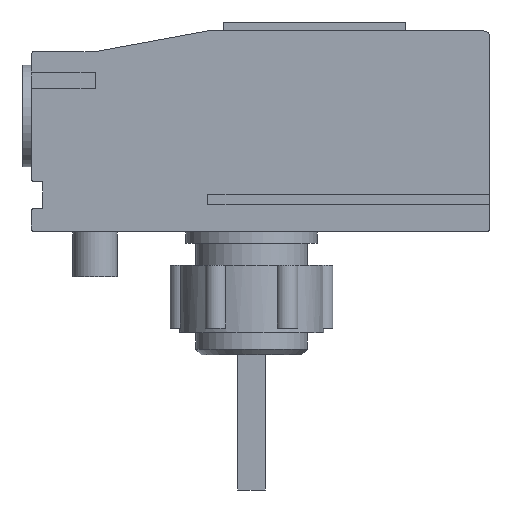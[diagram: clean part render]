
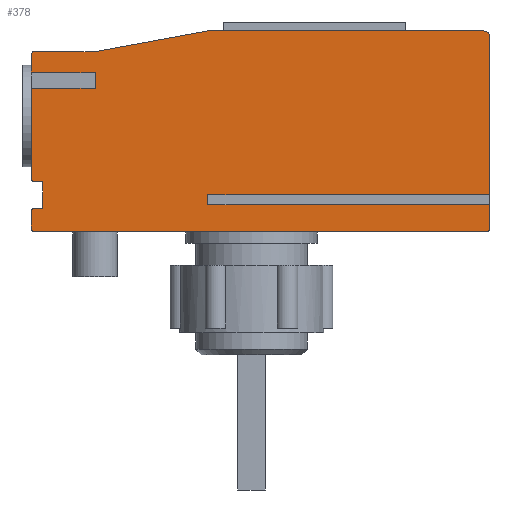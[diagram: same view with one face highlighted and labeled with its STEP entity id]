
A CAD part, left-side view. The second image highlights one B-rep face of the part: STEP entity #378.
In plain terms, the highlighted planar face has unit normal (-1, 0, 0).
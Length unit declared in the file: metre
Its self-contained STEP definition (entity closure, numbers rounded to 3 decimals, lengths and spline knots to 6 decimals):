
#378=ADVANCED_FACE('',(#832),#833,.T.);
#832=FACE_OUTER_BOUND('',#1352,.T.);
#833=PLANE('',#1353);
#1352=EDGE_LOOP('',(#2409,#2410,#2411,#2412,#2413,#2414,#2415,#2416,#2417,#2418,#2419,#2420,#2421,#2422,#2423,#2424,#2425,#2426,#2427,#2428,#2429,#2430,#2431,#2432));
#1353=AXIS2_PLACEMENT_3D('',#2433,#2434,#2435);
#2409=ORIENTED_EDGE('',*,*,#3371,.T.);
#2410=ORIENTED_EDGE('',*,*,#3245,.T.);
#2411=ORIENTED_EDGE('',*,*,#3372,.T.);
#2412=ORIENTED_EDGE('',*,*,#3373,.T.);
#2413=ORIENTED_EDGE('',*,*,#3374,.T.);
#2414=ORIENTED_EDGE('',*,*,#3226,.T.);
#2415=ORIENTED_EDGE('',*,*,#3375,.T.);
#2416=ORIENTED_EDGE('',*,*,#3376,.T.);
#2417=ORIENTED_EDGE('',*,*,#3377,.T.);
#2418=ORIENTED_EDGE('',*,*,#3378,.T.);
#2419=ORIENTED_EDGE('',*,*,#3379,.F.);
#2420=ORIENTED_EDGE('',*,*,#3380,.T.);
#2421=ORIENTED_EDGE('',*,*,#3274,.T.);
#2422=ORIENTED_EDGE('',*,*,#3213,.T.);
#2423=ORIENTED_EDGE('',*,*,#3187,.T.);
#2424=ORIENTED_EDGE('',*,*,#3308,.T.);
#2425=ORIENTED_EDGE('',*,*,#3217,.T.);
#2426=ORIENTED_EDGE('',*,*,#3381,.T.);
#2427=ORIENTED_EDGE('',*,*,#3382,.T.);
#2428=ORIENTED_EDGE('',*,*,#3325,.T.);
#2429=ORIENTED_EDGE('',*,*,#3383,.T.);
#2430=ORIENTED_EDGE('',*,*,#3241,.T.);
#2431=ORIENTED_EDGE('',*,*,#3384,.F.);
#2432=ORIENTED_EDGE('',*,*,#3385,.T.);
#2433=CARTESIAN_POINT('',(0.0392,-0.00725,-0.01855));
#2434=DIRECTION('',(-1.0,-0.0,0.));
#2435=DIRECTION('',(0.0,-1.0,-0.0));
#3187=EDGE_CURVE('',#3860,#3861,#3862,.T.);
#3213=EDGE_CURVE('',#3899,#3860,#3900,.T.);
#3217=EDGE_CURVE('',#3905,#3906,#3907,.T.);
#3226=EDGE_CURVE('',#3921,#3922,#3923,.T.);
#3241=EDGE_CURVE('',#3948,#3945,#3949,.T.);
#3245=EDGE_CURVE('',#3956,#3954,#3957,.T.);
#3274=EDGE_CURVE('',#4002,#3899,#4003,.T.);
#3308=EDGE_CURVE('',#3861,#3905,#4050,.T.);
#3325=EDGE_CURVE('',#4074,#4072,#4075,.T.);
#3371=EDGE_CURVE('',#4140,#3956,#4141,.T.);
#3372=EDGE_CURVE('',#3954,#4142,#4143,.T.);
#3373=EDGE_CURVE('',#4142,#4144,#4145,.T.);
#3374=EDGE_CURVE('',#4144,#3921,#4146,.T.);
#3375=EDGE_CURVE('',#3922,#4147,#4148,.T.);
#3376=EDGE_CURVE('',#4147,#4149,#4150,.T.);
#3377=EDGE_CURVE('',#4149,#4151,#4152,.T.);
#3378=EDGE_CURVE('',#4151,#4153,#4154,.T.);
#3379=EDGE_CURVE('',#4155,#4153,#4156,.T.);
#3380=EDGE_CURVE('',#4155,#4002,#4157,.T.);
#3381=EDGE_CURVE('',#3906,#4158,#4159,.T.);
#3382=EDGE_CURVE('',#4158,#4074,#4160,.T.);
#3383=EDGE_CURVE('',#4072,#3948,#4161,.T.);
#3384=EDGE_CURVE('',#4162,#3945,#4163,.T.);
#3385=EDGE_CURVE('',#4162,#4140,#4164,.T.);
#3860=VERTEX_POINT('',#4785);
#3861=VERTEX_POINT('',#4786);
#3862=LINE('',#4787,#4788);
#3899=VERTEX_POINT('',#4837);
#3900=LINE('',#4838,#4839);
#3905=VERTEX_POINT('',#4846);
#3906=VERTEX_POINT('',#4847);
#3907=CIRCLE('',#4848,0.00025);
#3921=VERTEX_POINT('',#4867);
#3922=VERTEX_POINT('',#4868);
#3923=LINE('',#4869,#4870);
#3945=VERTEX_POINT('',#4901);
#3948=VERTEX_POINT('',#4905);
#3949=LINE('',#4906,#4907);
#3954=VERTEX_POINT('',#4914);
#3956=VERTEX_POINT('',#4917);
#3957=LINE('',#4918,#4919);
#4002=VERTEX_POINT('',#4978);
#4003=CIRCLE('',#4979,0.00025);
#4050=LINE('',#5045,#5046);
#4072=VERTEX_POINT('',#5075);
#4074=VERTEX_POINT('',#5078);
#4075=LINE('',#5079,#5080);
#4140=VERTEX_POINT('',#5172);
#4141=LINE('',#5173,#5174);
#4142=VERTEX_POINT('',#5175);
#4143=CIRCLE('',#5176,0.0005);
#4144=VERTEX_POINT('',#5177);
#4145=LINE('',#5178,#5179);
#4146=LINE('',#5180,#5181);
#4147=VERTEX_POINT('',#5182);
#4148=CIRCLE('',#5183,0.00025);
#4149=VERTEX_POINT('',#5184);
#4150=LINE('',#5185,#5186);
#4151=VERTEX_POINT('',#5187);
#4152=LINE('',#5188,#5189);
#4153=VERTEX_POINT('',#5190);
#4154=LINE('',#5191,#5192);
#4155=VERTEX_POINT('',#5193);
#4156=LINE('',#5194,#5195);
#4157=LINE('',#5196,#5197);
#4158=VERTEX_POINT('',#5198);
#4159=LINE('',#5199,#5200);
#4160=CIRCLE('',#5201,0.00025);
#4161=CIRCLE('',#5202,0.00025);
#4162=VERTEX_POINT('',#5203);
#4163=LINE('',#5204,#5205);
#4164=LINE('',#5206,#5207);
#4785=CARTESIAN_POINT('',(0.0392,0.0325,-0.0143));
#4786=CARTESIAN_POINT('',(0.0392,0.0325,-0.0167));
#4787=CARTESIAN_POINT('',(0.0392,0.0325,-0.0167));
#4788=VECTOR('',#5660,1.0);
#4837=CARTESIAN_POINT('',(0.0392,0.03325,-0.0143));
#4838=CARTESIAN_POINT('',(0.0392,0.0325,-0.0143));
#4839=VECTOR('',#5688,1.0);
#4846=CARTESIAN_POINT('',(0.0392,0.03325,-0.0167));
#4847=CARTESIAN_POINT('',(0.0392,0.0335,-0.01695));
#4848=AXIS2_PLACEMENT_3D('',#5691,#5692,#5693);
#4867=CARTESIAN_POINT('',(0.0392,0.0278,-0.002651));
#4868=CARTESIAN_POINT('',(0.0392,0.03325,-0.002651));
#4869=CARTESIAN_POINT('',(0.0392,0.03325,-0.002651));
#4870=VECTOR('',#5702,1.0);
#4901=CARTESIAN_POINT('',(0.0392,-0.0075,-0.016348));
#4905=CARTESIAN_POINT('',(0.0392,-0.0075,-0.01855));
#4906=CARTESIAN_POINT('',(0.0392,-0.0075,-0.0013));
#4907=VECTOR('',#5716,1.0);
#4914=CARTESIAN_POINT('',(0.0392,-0.0075,-0.0013));
#4917=CARTESIAN_POINT('',(0.0392,-0.0075,-0.015451));
#4918=CARTESIAN_POINT('',(0.0392,-0.0075,-0.0013));
#4919=VECTOR('',#5720,1.0);
#4978=CARTESIAN_POINT('',(0.0392,0.0335,-0.01405));
#4979=AXIS2_PLACEMENT_3D('',#5750,#5751,#5752);
#5045=CARTESIAN_POINT('',(0.0392,0.03325,-0.0167));
#5046=VECTOR('',#5784,1.0);
#5075=CARTESIAN_POINT('',(0.0392,-0.00725,-0.0188));
#5078=CARTESIAN_POINT('',(0.0392,0.03325,-0.0188));
#5079=CARTESIAN_POINT('',(0.0392,0.0258,-0.0188));
#5080=VECTOR('',#5802,1.0);
#5172=CARTESIAN_POINT('',(0.0392,0.0177,-0.015451));
#5173=CARTESIAN_POINT('',(0.0392,0.0177,-0.015451));
#5174=VECTOR('',#5857,1.0);
#5175=CARTESIAN_POINT('',(0.0392,-0.007,-0.0008));
#5176=AXIS2_PLACEMENT_3D('',#5858,#5859,#5860);
#5177=CARTESIAN_POINT('',(0.0392,0.017702,-0.0008));
#5178=CARTESIAN_POINT('',(0.0392,0.017702,-0.0008));
#5179=VECTOR('',#5861,1.0);
#5180=CARTESIAN_POINT('',(0.0392,0.0278,-0.002651));
#5181=VECTOR('',#5862,1.0);
#5182=CARTESIAN_POINT('',(0.0392,0.0335,-0.002901));
#5183=AXIS2_PLACEMENT_3D('',#5863,#5864,#5865);
#5184=CARTESIAN_POINT('',(0.0392,0.0335,-0.004851));
#5185=CARTESIAN_POINT('',(0.0392,0.0335,-0.01405));
#5186=VECTOR('',#5866,1.0);
#5187=CARTESIAN_POINT('',(0.0392,0.0278,-0.004851));
#5188=CARTESIAN_POINT('',(0.0392,0.0335,-0.004851));
#5189=VECTOR('',#5867,1.0);
#5190=CARTESIAN_POINT('',(0.0392,0.0278,-0.005648));
#5191=CARTESIAN_POINT('',(0.0392,0.0278,-0.005648));
#5192=VECTOR('',#5868,1.0);
#5193=CARTESIAN_POINT('',(0.0392,0.0335,-0.005648));
#5194=CARTESIAN_POINT('',(0.0392,0.0335,-0.005648));
#5195=VECTOR('',#5869,1.0);
#5196=CARTESIAN_POINT('',(0.0392,0.0335,-0.01405));
#5197=VECTOR('',#5870,1.0);
#5198=CARTESIAN_POINT('',(0.0392,0.0335,-0.01855));
#5199=CARTESIAN_POINT('',(0.0392,0.0335,-0.01855));
#5200=VECTOR('',#5871,1.0);
#5201=AXIS2_PLACEMENT_3D('',#5872,#5873,#5874);
#5202=AXIS2_PLACEMENT_3D('',#5875,#5876,#5877);
#5203=CARTESIAN_POINT('',(0.0392,0.0177,-0.016348));
#5204=CARTESIAN_POINT('',(0.0392,0.0177,-0.016348));
#5205=VECTOR('',#5878,1.0);
#5206=CARTESIAN_POINT('',(0.0392,0.0177,-0.015451));
#5207=VECTOR('',#5879,1.0);
#5660=DIRECTION('',(0.,0.,-1.0));
#5688=DIRECTION('',(0.,-1.0,0.));
#5691=CARTESIAN_POINT('',(0.0392,0.03325,-0.01695));
#5692=DIRECTION('',(-1.0,0.0,0.));
#5693=DIRECTION('',(0.,-0.707,-0.707));
#5702=DIRECTION('',(0.0,1.0,0.0));
#5716=DIRECTION('',(0.,0.,1.0));
#5720=DIRECTION('',(0.,0.,1.0));
#5750=CARTESIAN_POINT('',(0.0392,0.03325,-0.01405));
#5751=DIRECTION('',(-1.0,0.0,0.));
#5752=DIRECTION('',(0.,-0.707,0.707));
#5784=DIRECTION('',(0.0,1.0,0.0));
#5802=DIRECTION('',(0.0,-1.0,-0.0));
#5857=DIRECTION('',(0.,-1.0,0.));
#5858=CARTESIAN_POINT('',(0.0392,-0.007,-0.0013));
#5859=DIRECTION('',(-1.0,0.0,0.));
#5860=DIRECTION('',(0.,0.707,-0.707));
#5861=DIRECTION('',(0.,1.,0.));
#5862=DIRECTION('',(0.,0.984,-0.18));
#5863=CARTESIAN_POINT('',(0.0392,0.03325,-0.002901));
#5864=DIRECTION('',(-1.0,0.0,0.));
#5865=DIRECTION('',(0.,-0.707,-0.707));
#5866=DIRECTION('',(0.,0.,-1.0));
#5867=DIRECTION('',(0.,-1.0,0.));
#5868=DIRECTION('',(0.,0.0,-1.0));
#5869=DIRECTION('',(0.,-1.0,0.));
#5870=DIRECTION('',(0.,0.,-1.0));
#5871=DIRECTION('',(0.,0.,-1.0));
#5872=CARTESIAN_POINT('',(0.0392,0.03325,-0.01855));
#5873=DIRECTION('',(-1.0,0.0,0.));
#5874=DIRECTION('',(0.,-0.707,0.707));
#5875=CARTESIAN_POINT('',(0.0392,-0.00725,-0.01855));
#5876=DIRECTION('',(-1.0,0.0,0.));
#5877=DIRECTION('',(0.,0.707,0.707));
#5878=DIRECTION('',(0.,-1.0,0.));
#5879=DIRECTION('',(0.,0.,1.0));
